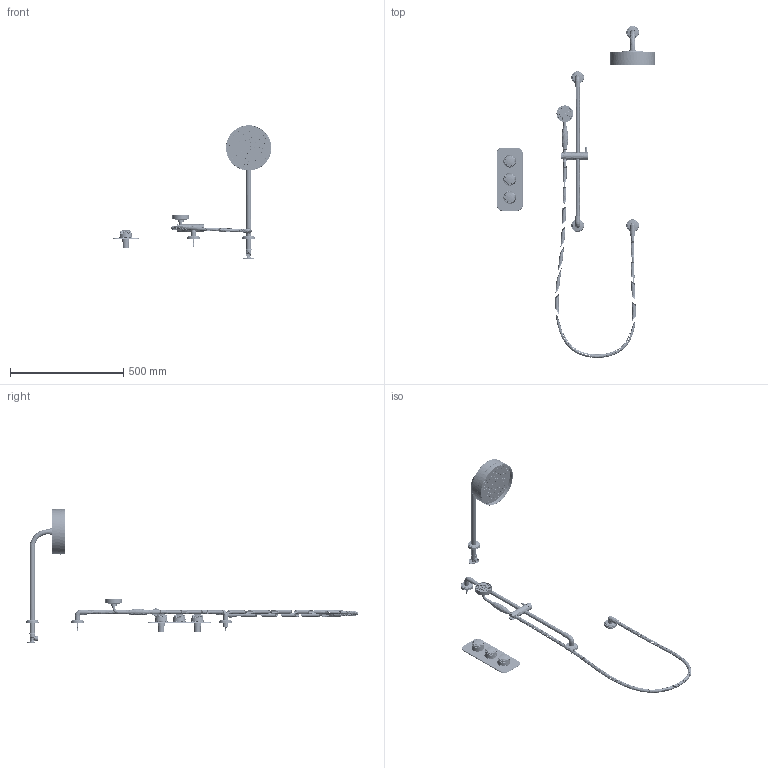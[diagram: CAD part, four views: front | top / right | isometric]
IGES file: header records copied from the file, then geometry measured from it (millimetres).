
Global section: file name: T10B1-R; native system: Autodesk Inventor 2020; preprocessor: unknown; author: rclarke; date: 20200521.115625; units: millimetre
Bounding box: 701.05 x 1468.19 x 589.98 mm (x, y, z)
Volume: 2326888.8 mm3; surface area: 806028.9 mm2
Topology: 344 solids, 353 shells, 45412 faces, 98166 edges, 54150 vertices
Faces by surface type: bspline 45412
